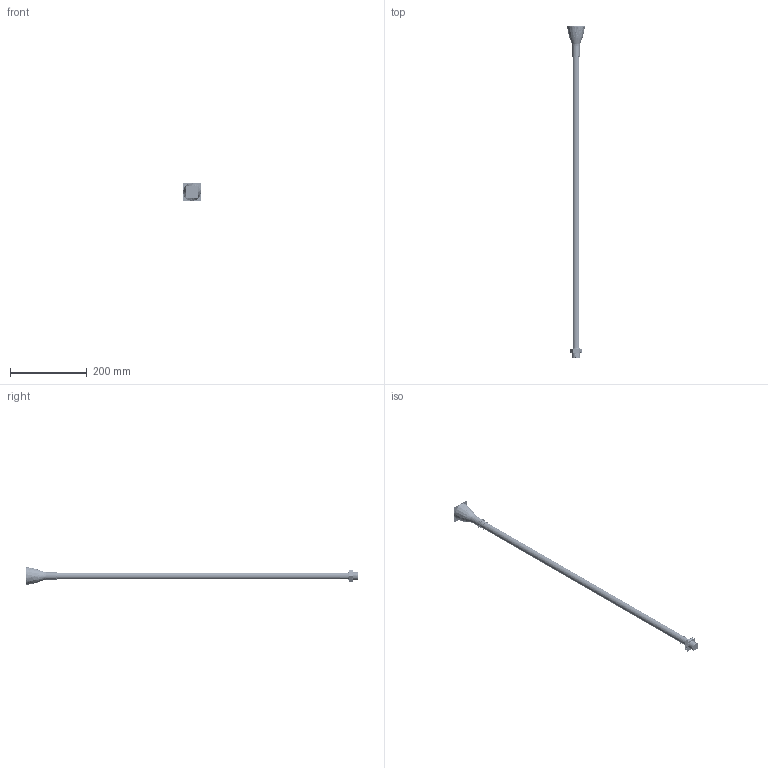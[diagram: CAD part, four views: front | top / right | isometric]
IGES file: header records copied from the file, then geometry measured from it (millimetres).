
Start section:  PTC IGES file: 185149.igs
Global section: file name: 185149.igs; native system: Creo Parametric by Parametric Technology Corporation; preprocessor: 2013230; author: PDMAdmin; organization: Unknown; date: 20160401.125943; units: millimetre
Bounding box: 47.84 x 867.52 x 47.84 mm (x, y, z)
Volume: 153842.6 mm3; surface area: 1116263.2 mm2
Topology: 5 solids, 5 shells, 1176 faces, 5177 edges, 6155 vertices
Faces by surface type: bspline 906, revolution 270
